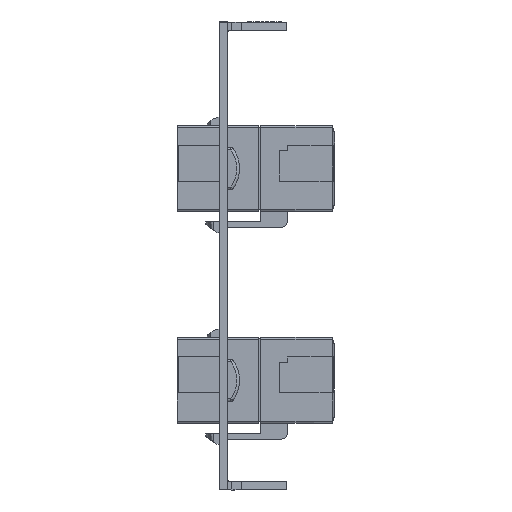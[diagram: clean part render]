
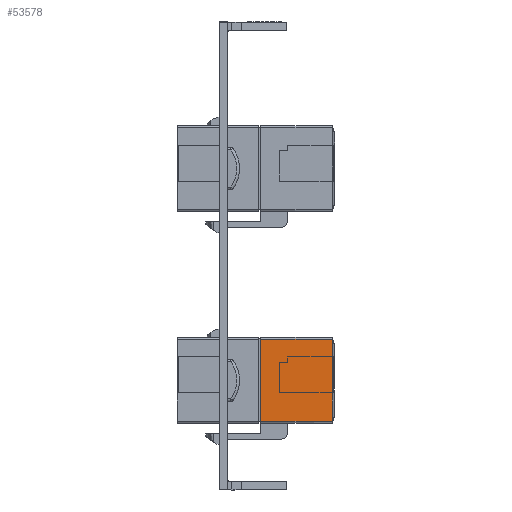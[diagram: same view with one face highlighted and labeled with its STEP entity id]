
A CAD part, left-side view. The second image highlights one B-rep face of the part: STEP entity #53578.
In plain terms, the highlighted face is planar.
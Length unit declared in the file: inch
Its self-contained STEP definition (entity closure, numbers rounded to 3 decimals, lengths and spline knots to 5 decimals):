
#2190 = VERTEX_POINT ( 'NONE', #9865 ) ;
#2243 = DIRECTION ( 'NONE',  ( -1., 0., 0. ) ) ;
#5659 = DIRECTION ( 'NONE',  ( 0., 0., -1. ) ) ;
#8696 = CARTESIAN_POINT ( 'NONE',  ( 0.2874, 0.58661, -0.30374 ) ) ;
#9315 = LINE ( 'NONE', #52663, #22134 ) ;
#9865 = CARTESIAN_POINT ( 'NONE',  ( 0.2874, -0.56693, 0.30374 ) ) ;
#11532 = LINE ( 'NONE', #29578, #48016 ) ;
#17378 = CARTESIAN_POINT ( 'NONE',  ( 0.2874, 0.58661, 0.30374 ) ) ;
#17816 = AXIS2_PLACEMENT_3D ( 'NONE', #20935, #2243, #35701 ) ;
#20935 = CARTESIAN_POINT ( 'NONE',  ( 0.2874, 0.58661, -0.31949 ) ) ;
#22134 = VECTOR ( 'NONE', #38428, 39.37008 ) ;
#23480 = CARTESIAN_POINT ( 'NONE',  ( 0.2874, -0.03543, 0.30374 ) ) ;
#24338 = VECTOR ( 'NONE', #27812, 39.37008 ) ;
#27812 = DIRECTION ( 'NONE',  ( 0., 1., 0. ) ) ;
#29578 = CARTESIAN_POINT ( 'NONE',  ( 0.2874, -0.03543, 0.31949 ) ) ;
#31210 = EDGE_CURVE ( 'NONE', #2190, #48825, #9315, .T. ) ;
#31577 = EDGE_CURVE ( 'NONE', #48825, #50999, #36981, .T. ) ;
#32382 = EDGE_CURVE ( 'NONE', #47461, #50999, #11532, .T. ) ;
#32813 = EDGE_LOOP ( 'NONE', ( #55466, #41024, #43136, #37167 ) ) ;
#34076 = EDGE_CURVE ( 'NONE', #47461, #2190, #54041, .T. ) ;
#35306 = PLANE ( 'NONE',  #17816 ) ;
#35701 = DIRECTION ( 'NONE',  ( 0., 0., 1. ) ) ;
#36085 = FACE_OUTER_BOUND ( 'NONE', #32813, .T. ) ;
#36981 = LINE ( 'NONE', #8696, #24338 ) ;
#37167 = ORIENTED_EDGE ( 'NONE', *, *, #34076, .T. ) ;
#38428 = DIRECTION ( 'NONE',  ( 0., 0., -1. ) ) ;
#41024 = ORIENTED_EDGE ( 'NONE', *, *, #31577, .T. ) ;
#41490 = VECTOR ( 'NONE', #45839, 39.37008 ) ;
#43136 = ORIENTED_EDGE ( 'NONE', *, *, #32382, .F. ) ;
#44023 = CARTESIAN_POINT ( 'NONE',  ( 0.2874, -0.03543, -0.30374 ) ) ;
#45839 = DIRECTION ( 'NONE',  ( 0., -1., 0. ) ) ;
#47461 = VERTEX_POINT ( 'NONE', #23480 ) ;
#48016 = VECTOR ( 'NONE', #5659, 39.37008 ) ;
#48825 = VERTEX_POINT ( 'NONE', #57012 ) ;
#50999 = VERTEX_POINT ( 'NONE', #44023 ) ;
#52663 = CARTESIAN_POINT ( 'NONE',  ( 0.2874, -0.56693, -0.31949 ) ) ;
#53578 = ADVANCED_FACE ( 'NONE', ( #36085 ), #35306, .F. ) ;
#54041 = LINE ( 'NONE', #17378, #41490 ) ;
#55466 = ORIENTED_EDGE ( 'NONE', *, *, #31210, .T. ) ;
#57012 = CARTESIAN_POINT ( 'NONE',  ( 0.2874, -0.56693, -0.30374 ) ) ;
